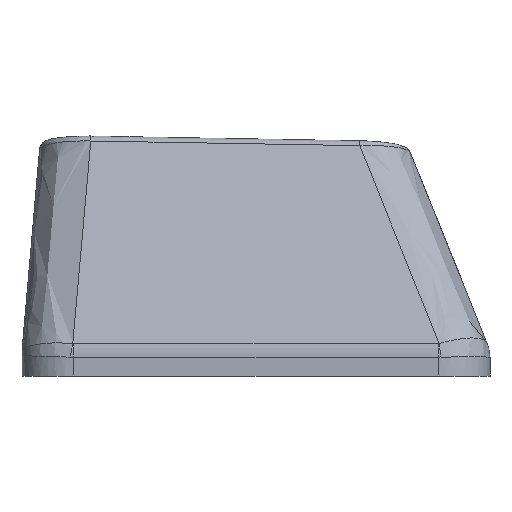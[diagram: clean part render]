
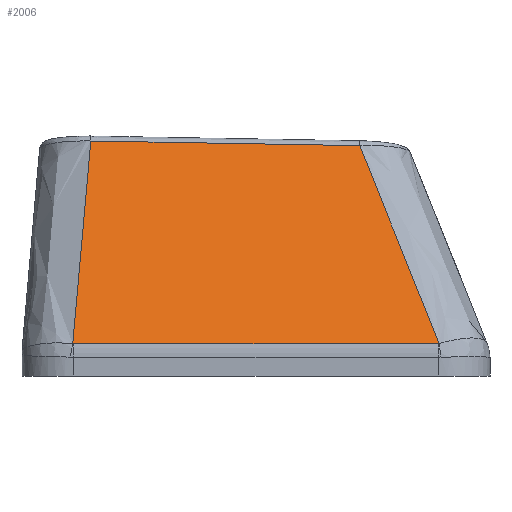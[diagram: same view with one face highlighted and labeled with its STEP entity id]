
A CAD part, left-side view. The second image highlights one B-rep face of the part: STEP entity #2006.
In plain terms, the highlighted free-form (B-spline) face has degree [3, 3] with [4, 4] control points.
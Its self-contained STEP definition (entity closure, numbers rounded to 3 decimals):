
#98=B_SPLINE_SURFACE_WITH_KNOTS('',3,3,((#4243,#4244,#4245,#4246),(#4247,
#4248,#4249,#4250),(#4251,#4252,#4253,#4254),(#4255,#4256,#4257,#4258)),
 .UNSPECIFIED.,.F.,.F.,.F.,(4,4),(4,4),(0.104,0.892),
(0.028,0.97),.UNSPECIFIED.);
#295=FACE_OUTER_BOUND('',#393,.T.);
#393=EDGE_LOOP('',(#1632,#1633,#1634,#1635,#1636,#1637));
#590=B_SPLINE_CURVE_WITH_KNOTS('',3,(#3945,#3946,#3947,#3948),
 .UNSPECIFIED.,.F.,.F.,(4,4),(0.,0.003),
 .UNSPECIFIED.);
#592=B_SPLINE_CURVE_WITH_KNOTS('',3,(#3972,#3973,#3974,#3975),
 .UNSPECIFIED.,.F.,.F.,(4,4),(0.,1.416),.UNSPECIFIED.);
#594=B_SPLINE_CURVE_WITH_KNOTS('',3,(#3999,#4000,#4001,#4002),
 .UNSPECIFIED.,.F.,.F.,(4,4),(0.,0.003),
 .UNSPECIFIED.);
#609=B_SPLINE_CURVE_WITH_KNOTS('',3,(#4260,#4261,#4262,#4263),
 .UNSPECIFIED.,.F.,.F.,(4,4),(0.027,0.904),
 .UNSPECIFIED.);
#610=B_SPLINE_CURVE_WITH_KNOTS('',3,(#4265,#4266,#4267,#4268),
 .UNSPECIFIED.,.F.,.F.,(4,4),(-1.044,0.),
 .UNSPECIFIED.);
#611=B_SPLINE_CURVE_WITH_KNOTS('',3,(#4269,#4270,#4271,#4272),
 .UNSPECIFIED.,.F.,.F.,(4,4),(-0.867,-0.025),
 .UNSPECIFIED.);
#855=VERTEX_POINT('',#3907);
#857=VERTEX_POINT('',#3938);
#859=VERTEX_POINT('',#3965);
#861=VERTEX_POINT('',#3992);
#877=VERTEX_POINT('',#4259);
#878=VERTEX_POINT('',#4264);
#1127=EDGE_CURVE('',#855,#857,#590,.T.);
#1130=EDGE_CURVE('',#857,#859,#592,.T.);
#1133=EDGE_CURVE('',#859,#861,#594,.T.);
#1157=EDGE_CURVE('',#877,#855,#609,.T.);
#1158=EDGE_CURVE('',#878,#877,#610,.T.);
#1159=EDGE_CURVE('',#861,#878,#611,.T.);
#1632=ORIENTED_EDGE('',*,*,#1133,.F.);
#1633=ORIENTED_EDGE('',*,*,#1130,.F.);
#1634=ORIENTED_EDGE('',*,*,#1127,.F.);
#1635=ORIENTED_EDGE('',*,*,#1157,.F.);
#1636=ORIENTED_EDGE('',*,*,#1158,.F.);
#1637=ORIENTED_EDGE('',*,*,#1159,.F.);
#2006=ADVANCED_FACE('',(#295),#98,.T.);
#3907=CARTESIAN_POINT('',(-8.981,-7.107,0.26));
#3938=CARTESIAN_POINT('',(-8.982,-7.081,0.258));
#3945=CARTESIAN_POINT('Ctrl Pts',(-8.981,-7.107,0.26));
#3946=CARTESIAN_POINT('Ctrl Pts',(-8.982,-7.098,0.259));
#3947=CARTESIAN_POINT('Ctrl Pts',(-8.982,-7.089,0.258));
#3948=CARTESIAN_POINT('Ctrl Pts',(-8.982,-7.081,0.258));
#3965=CARTESIAN_POINT('',(-8.986,7.08,0.253));
#3972=CARTESIAN_POINT('Ctrl Pts',(-8.982,-7.081,0.258));
#3973=CARTESIAN_POINT('Ctrl Pts',(-8.984,-2.36,0.256));
#3974=CARTESIAN_POINT('Ctrl Pts',(-8.985,2.36,0.255));
#3975=CARTESIAN_POINT('Ctrl Pts',(-8.986,7.08,0.253));
#3992=CARTESIAN_POINT('',(-8.985,7.111,0.256));
#3999=CARTESIAN_POINT('Ctrl Pts',(-8.986,7.08,0.253));
#4000=CARTESIAN_POINT('Ctrl Pts',(-8.986,7.091,0.253));
#4001=CARTESIAN_POINT('Ctrl Pts',(-8.986,7.101,0.254));
#4002=CARTESIAN_POINT('Ctrl Pts',(-8.985,7.111,0.256));
#4243=CARTESIAN_POINT('Ctrl Pts',(-6.056,-4.415,7.937));
#4244=CARTESIAN_POINT('Ctrl Pts',(-7.033,-5.314,5.374));
#4245=CARTESIAN_POINT('Ctrl Pts',(-8.01,-6.213,2.811));
#4246=CARTESIAN_POINT('Ctrl Pts',(-8.986,-7.111,0.247));
#4247=CARTESIAN_POINT('Ctrl Pts',(-6.056,-0.667,8.));
#4248=CARTESIAN_POINT('Ctrl Pts',(-7.033,-1.235,5.417));
#4249=CARTESIAN_POINT('Ctrl Pts',(-8.01,-1.803,2.833));
#4250=CARTESIAN_POINT('Ctrl Pts',(-8.986,-2.37,0.249));
#4251=CARTESIAN_POINT('Ctrl Pts',(-6.056,3.08,8.063));
#4252=CARTESIAN_POINT('Ctrl Pts',(-7.033,2.844,5.459));
#4253=CARTESIAN_POINT('Ctrl Pts',(-8.01,2.607,2.855));
#4254=CARTESIAN_POINT('Ctrl Pts',(-8.986,2.37,0.251));
#4255=CARTESIAN_POINT('Ctrl Pts',(-6.056,6.828,8.126));
#4256=CARTESIAN_POINT('Ctrl Pts',(-7.033,6.923,5.502));
#4257=CARTESIAN_POINT('Ctrl Pts',(-8.01,7.017,2.878));
#4258=CARTESIAN_POINT('Ctrl Pts',(-8.986,7.111,0.253));
#4259=CARTESIAN_POINT('',(-6.058,-4.026,7.94));
#4260=CARTESIAN_POINT('Ctrl Pts',(-6.058,-4.026,7.94));
#4261=CARTESIAN_POINT('Ctrl Pts',(-7.031,-5.052,5.38));
#4262=CARTESIAN_POINT('Ctrl Pts',(-8.006,-6.079,2.82));
#4263=CARTESIAN_POINT('Ctrl Pts',(-8.981,-7.107,0.26));
#4264=CARTESIAN_POINT('',(-6.056,6.412,8.119));
#4265=CARTESIAN_POINT('Ctrl Pts',(-6.056,6.412,8.119));
#4266=CARTESIAN_POINT('Ctrl Pts',(-6.057,2.933,8.06));
#4267=CARTESIAN_POINT('Ctrl Pts',(-6.057,-0.547,8.));
#4268=CARTESIAN_POINT('Ctrl Pts',(-6.058,-4.026,7.94));
#4269=CARTESIAN_POINT('Ctrl Pts',(-8.985,7.111,0.256));
#4270=CARTESIAN_POINT('Ctrl Pts',(-8.01,6.879,2.877));
#4271=CARTESIAN_POINT('Ctrl Pts',(-7.034,6.646,5.498));
#4272=CARTESIAN_POINT('Ctrl Pts',(-6.056,6.412,8.119));
